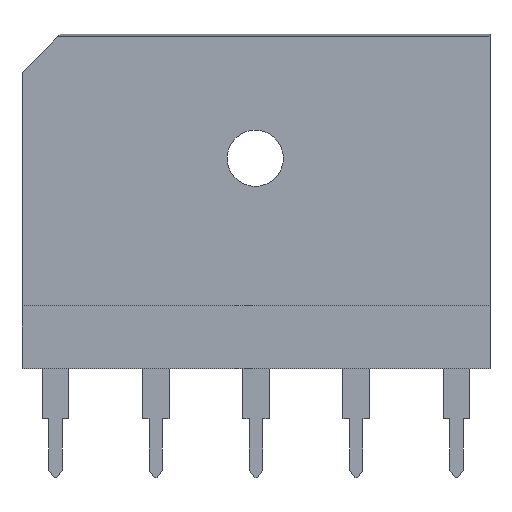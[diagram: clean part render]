
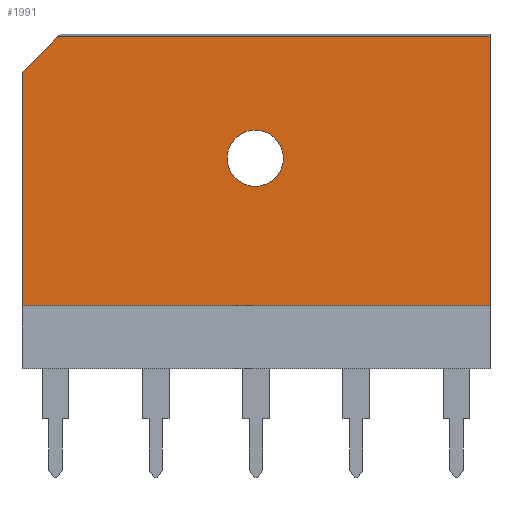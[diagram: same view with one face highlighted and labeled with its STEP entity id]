
A CAD part, left-side view. The second image highlights one B-rep face of the part: STEP entity #1991.
In plain terms, the highlighted planar face has unit normal (-1, 0, 0).
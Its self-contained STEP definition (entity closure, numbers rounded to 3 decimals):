
#1883 = VERTEX_POINT('',#1884);
#1884 = CARTESIAN_POINT('',(-4.5,2.5,25.906));
#1890 = EDGE_CURVE('',#1883,#1891,#1893,.T.);
#1891 = VERTEX_POINT('',#1892);
#1892 = CARTESIAN_POINT('',(-4.5,2.5,8.45));
#1893 = LINE('',#1894,#1895);
#1894 = CARTESIAN_POINT('',(-4.5,2.5,28.55));
#1895 = VECTOR('',#1896,1.);
#1896 = DIRECTION('',(0.,0.,-1.));
#1931 = VERTEX_POINT('',#1932);
#1932 = CARTESIAN_POINT('',(-4.5,-32.5,28.55));
#1938 = EDGE_CURVE('',#1931,#1939,#1941,.T.);
#1939 = VERTEX_POINT('',#1940);
#1940 = CARTESIAN_POINT('',(-4.5,-32.5,8.45));
#1941 = LINE('',#1942,#1943);
#1942 = CARTESIAN_POINT('',(-4.5,-32.5,28.55));
#1943 = VECTOR('',#1944,1.);
#1944 = DIRECTION('',(0.,0.,-1.));
#1961 = EDGE_CURVE('',#1891,#1939,#1962,.T.);
#1962 = LINE('',#1963,#1964);
#1963 = CARTESIAN_POINT('',(-4.5,2.5,8.45));
#1964 = VECTOR('',#1965,1.);
#1965 = DIRECTION('',(0.,-1.,0.));
#1991 = ADVANCED_FACE('',(#1992,#2011),#2022,.F.);
#1992 = FACE_BOUND('',#1993,.F.);
#1993 = EDGE_LOOP('',(#1994,#2002,#2008,#2009,#2010));
#1994 = ORIENTED_EDGE('',*,*,#1995,.F.);
#1995 = EDGE_CURVE('',#1996,#1883,#1998,.T.);
#1996 = VERTEX_POINT('',#1997);
#1997 = CARTESIAN_POINT('',(-4.5,-0.144,28.55));
#1998 = LINE('',#1999,#2000);
#1999 = CARTESIAN_POINT('',(-4.5,0.402,28.004));
#2000 = VECTOR('',#2001,1.);
#2001 = DIRECTION('',(0.,0.707,-0.707)
  );
#2002 = ORIENTED_EDGE('',*,*,#2003,.T.);
#2003 = EDGE_CURVE('',#1996,#1931,#2004,.T.);
#2004 = LINE('',#2005,#2006);
#2005 = CARTESIAN_POINT('',(-4.5,2.5,28.55));
#2006 = VECTOR('',#2007,1.);
#2007 = DIRECTION('',(0.,-1.,0.));
#2008 = ORIENTED_EDGE('',*,*,#1938,.T.);
#2009 = ORIENTED_EDGE('',*,*,#1961,.F.);
#2010 = ORIENTED_EDGE('',*,*,#1890,.F.);
#2011 = FACE_BOUND('',#2012,.F.);
#2012 = EDGE_LOOP('',(#2013));
#2013 = ORIENTED_EDGE('',*,*,#2014,.F.);
#2014 = EDGE_CURVE('',#2015,#2015,#2017,.T.);
#2015 = VERTEX_POINT('',#2016);
#2016 = CARTESIAN_POINT('',(-4.5,-12.844,19.476));
#2017 = CIRCLE('',#2018,2.1);
#2018 = AXIS2_PLACEMENT_3D('',#2019,#2020,#2021);
#2019 = CARTESIAN_POINT('',(-4.5,-14.944,19.476));
#2020 = DIRECTION('',(1.,0.,0.));
#2021 = DIRECTION('',(0.,1.,0.));
#2022 = PLANE('',#2023);
#2023 = AXIS2_PLACEMENT_3D('',#2024,#2025,#2026);
#2024 = CARTESIAN_POINT('',(-4.5,2.5,28.55));
#2025 = DIRECTION('',(1.,0.,0.));
#2026 = DIRECTION('',(0.,0.,-1.));
